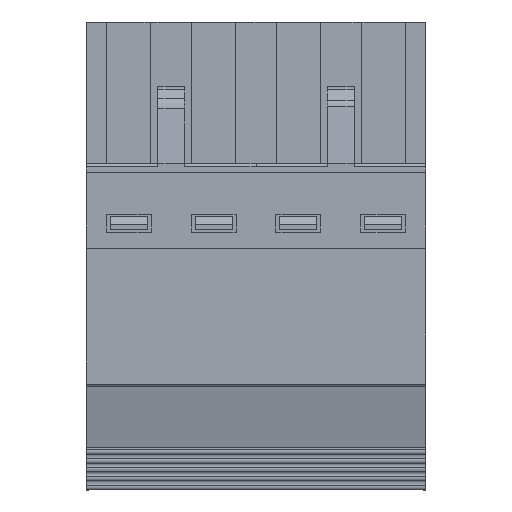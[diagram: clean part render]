
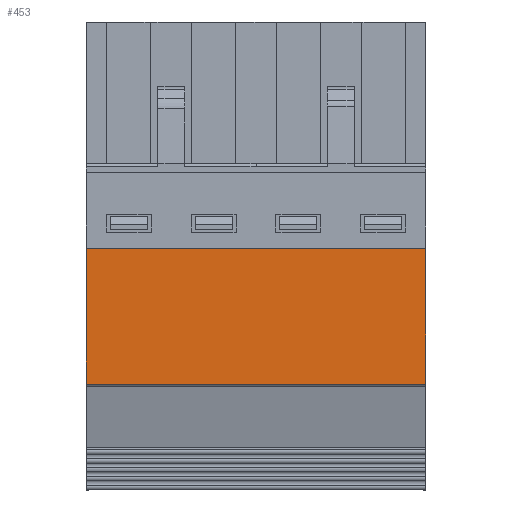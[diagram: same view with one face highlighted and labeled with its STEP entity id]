
A CAD part, front view. The second image highlights one B-rep face of the part: STEP entity #453.
In plain terms, the highlighted planar face has unit normal (0, -1, 0).
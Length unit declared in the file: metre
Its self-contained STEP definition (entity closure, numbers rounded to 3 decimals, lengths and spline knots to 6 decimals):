
#453=ADVANCED_FACE('',(#1194),#1195,.T.);
#1194=FACE_OUTER_BOUND('',#2270,.T.);
#1195=PLANE('',#2271);
#2270=EDGE_LOOP('',(#3575,#3576,#3577,#3578,#3579,#3580,#3581,#3582,#3583,#3584));
#2271=AXIS2_PLACEMENT_3D('',#3585,#3586,#3587);
#3575=ORIENTED_EDGE('',*,*,#6404,.T.);
#3576=ORIENTED_EDGE('',*,*,#6427,.T.);
#3577=ORIENTED_EDGE('',*,*,#6428,.F.);
#3578=ORIENTED_EDGE('',*,*,#6429,.T.);
#3579=ORIENTED_EDGE('',*,*,#6430,.T.);
#3580=ORIENTED_EDGE('',*,*,#6431,.T.);
#3581=ORIENTED_EDGE('',*,*,#6432,.F.);
#3582=ORIENTED_EDGE('',*,*,#6329,.F.);
#3583=ORIENTED_EDGE('',*,*,#6324,.T.);
#3584=ORIENTED_EDGE('',*,*,#6433,.T.);
#3585=CARTESIAN_POINT('',(0.03305,-0.035437,-0.075199));
#3586=DIRECTION('',(0.,-1.0,0.));
#3587=DIRECTION('',(0.,0.,1.0));
#6324=EDGE_CURVE('',#7576,#7574,#7577,.T.);
#6329=EDGE_CURVE('',#7576,#7583,#7584,.T.);
#6404=EDGE_CURVE('',#7700,#7698,#7701,.T.);
#6427=EDGE_CURVE('',#7698,#7736,#7737,.T.);
#6428=EDGE_CURVE('',#7738,#7736,#7739,.T.);
#6429=EDGE_CURVE('',#7738,#7740,#7741,.T.);
#6430=EDGE_CURVE('',#7740,#7742,#7743,.T.);
#6431=EDGE_CURVE('',#7742,#7744,#7745,.T.);
#6432=EDGE_CURVE('',#7583,#7744,#7746,.T.);
#6433=EDGE_CURVE('',#7574,#7700,#7747,.T.);
#7574=VERTEX_POINT('',#9386);
#7576=VERTEX_POINT('',#9389);
#7577=LINE('',#9390,#9391);
#7583=VERTEX_POINT('',#9400);
#7584=LINE('',#9401,#9402);
#7698=VERTEX_POINT('',#9551);
#7700=VERTEX_POINT('',#9554);
#7701=LINE('',#9555,#9556);
#7736=VERTEX_POINT('',#9602);
#7737=LINE('',#9603,#9604);
#7738=VERTEX_POINT('',#9605);
#7739=LINE('',#9606,#9607);
#7740=VERTEX_POINT('',#9608);
#7741=LINE('',#9609,#9610);
#7742=VERTEX_POINT('',#9611);
#7743=LINE('',#9612,#9613);
#7744=VERTEX_POINT('',#9614);
#7745=LINE('',#9615,#9616);
#7746=LINE('',#9617,#9618);
#7747=LINE('',#9619,#9620);
#9386=CARTESIAN_POINT('',(0.03305,-0.035437,-0.064424));
#9389=CARTESIAN_POINT('',(0.033054,-0.035437,-0.064424));
#9390=CARTESIAN_POINT('',(0.03305,-0.035437,-0.064424));
#9391=VECTOR('',#11771,1.0);
#9400=CARTESIAN_POINT('',(0.033054,-0.035437,-0.067526));
#9401=CARTESIAN_POINT('',(0.033054,-0.035437,-0.075199));
#9402=VECTOR('',#11775,1.0);
#9551=CARTESIAN_POINT('',(0.053052,-0.035437,-0.076626));
#9554=CARTESIAN_POINT('',(0.03305,-0.035437,-0.076626));
#9555=CARTESIAN_POINT('',(0.097814,-0.035437,-0.076626));
#9556=VECTOR('',#11872,1.0);
#9602=CARTESIAN_POINT('',(0.053052,-0.035437,-0.067526));
#9603=CARTESIAN_POINT('',(0.053052,-0.035437,-0.075199));
#9604=VECTOR('',#11902,1.0);
#9605=CARTESIAN_POINT('',(0.051947,-0.035437,-0.067526));
#9606=CARTESIAN_POINT('',(-0.02695,-0.035437,-0.067526));
#9607=VECTOR('',#11903,1.0);
#9608=CARTESIAN_POINT('',(0.051947,-0.035437,-0.068613));
#9609=CARTESIAN_POINT('',(0.051947,-0.035437,-0.075199));
#9610=VECTOR('',#11904,1.0);
#9611=CARTESIAN_POINT('',(0.034153,-0.035437,-0.068613));
#9612=CARTESIAN_POINT('',(0.03305,-0.035437,-0.068613));
#9613=VECTOR('',#11905,1.0);
#9614=CARTESIAN_POINT('',(0.034153,-0.035437,-0.067526));
#9615=CARTESIAN_POINT('',(0.034153,-0.035437,-0.075199));
#9616=VECTOR('',#11906,1.0);
#9617=CARTESIAN_POINT('',(0.03305,-0.035437,-0.067526));
#9618=VECTOR('',#11907,1.0);
#9619=CARTESIAN_POINT('',(0.03305,-0.035437,-0.075199));
#9620=VECTOR('',#11908,1.0);
#11771=DIRECTION('',(-1.0,0.,0.));
#11775=DIRECTION('',(0.,0.,-1.0));
#11872=DIRECTION('',(1.0,0.,0.));
#11902=DIRECTION('',(0.,0.,1.0));
#11903=DIRECTION('',(1.0,0.,0.));
#11904=DIRECTION('',(0.,0.,-1.0));
#11905=DIRECTION('',(-1.0,0.,0.));
#11906=DIRECTION('',(0.,0.,1.0));
#11907=DIRECTION('',(1.0,0.,0.));
#11908=DIRECTION('',(0.,0.,-1.0));
